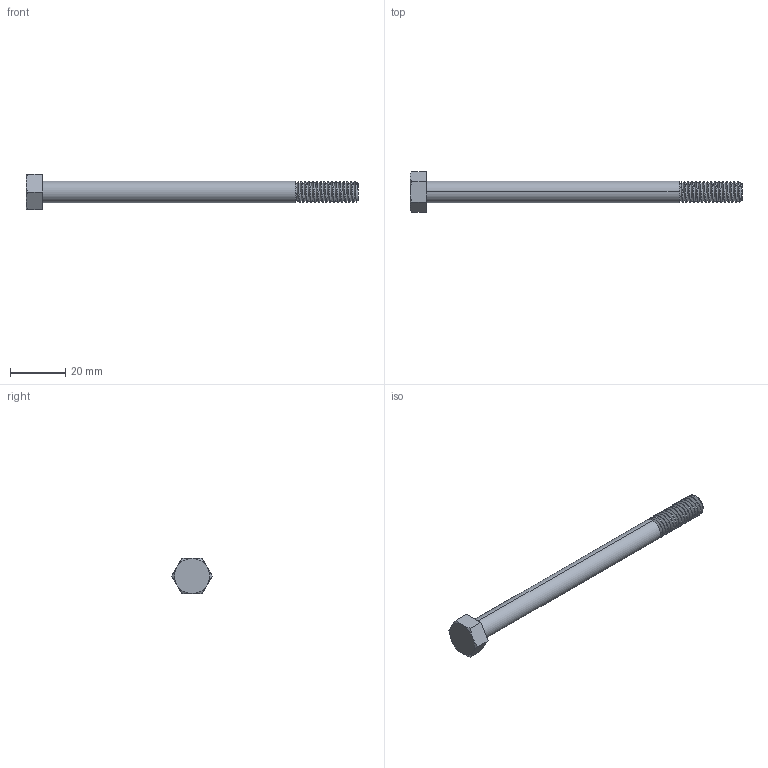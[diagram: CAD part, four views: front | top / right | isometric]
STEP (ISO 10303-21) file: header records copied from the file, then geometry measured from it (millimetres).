
FILE_DESCRIPTION (( 'STEP AP214' ), '1' );
FILE_NAME ('B00137CK1Q.3D.STEP', '2013-02-18T11:50:24', ( 'system2' ), ( '' ), 'SwSTEP 2.0', 'SolidWorks 2012', '' );
FILE_SCHEMA (( 'AUTOMOTIVE_DESIGN' ));
Length unit declared in the file: inch
Products named in the file (1): B00137CK1Q.3D
Bounding box: 120.27 x 14.66 x 12.7 mm (x, y, z)
Volume: 6291.9 mm3; surface area: 3636.1 mm2
Topology: 1 solids, 1 shells, 57 faces, 150 edges, 96 vertices
Faces by surface type: cylinder 33, cone 13, plane 9, bspline 2
Entity records: 3568 total; most frequent: CARTESIAN_POINT 2338, ORIENTED_EDGE 300, DIRECTION 200, EDGE_CURVE 150, VERTEX_POINT 96, AXIS2_PLACEMENT_3D 75, EDGE_LOOP 58, FACE_OUTER_BOUND 57
